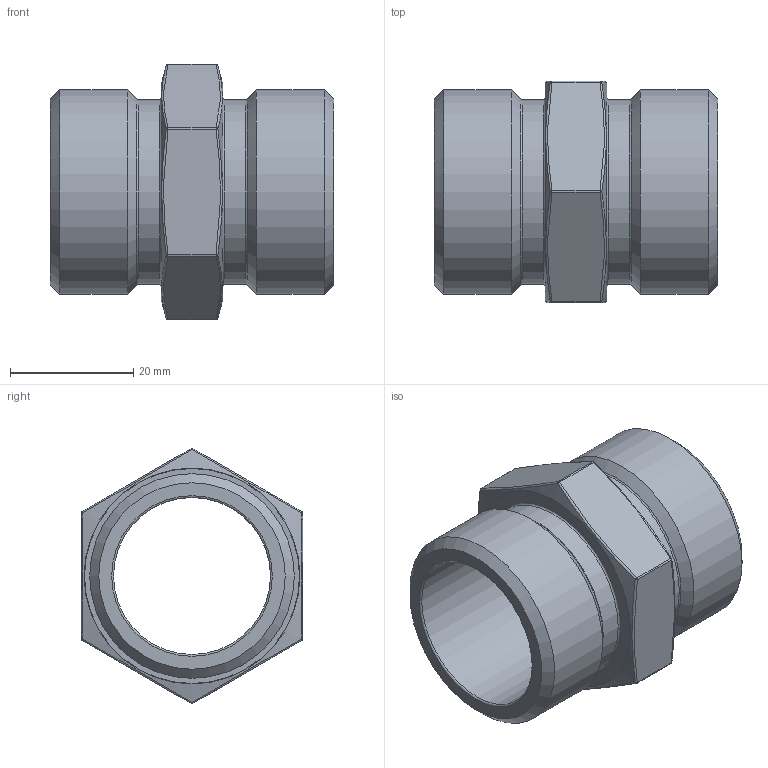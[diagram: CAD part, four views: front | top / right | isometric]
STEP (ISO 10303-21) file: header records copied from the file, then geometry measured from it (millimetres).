
FILE_DESCRIPTION (( 'STEP AP214' ), '1' );
FILE_NAME ('DN-100-6KZ-I 2308.STEP', '2023-08-07T13:04:10', ( '' ), ( '' ), 'SwSTEP 2.0', 'SolidWorks 2019', '' );
FILE_SCHEMA (( 'AUTOMOTIVE_DESIGN' ));
Length unit declared in the file: millimetre
Products named in the file (1): DN-100-6KZ-I 2308
Bounding box: 46 x 36 x 41.48 mm (x, y, z)
Volume: 17170.7 mm3; surface area: 9942.4 mm2
Topology: 1 solids, 1 shells, 233 faces, 577 edges, 363 vertices
Faces by surface type: plane 115, bspline 81, sphere 12, cylinder 11, torus 8, cone 6
Full cylindrical faces by diameter (mm): 25.5 x1, 30 x2, 33.249 x2
Entity records: 12966 total; most frequent: CARTESIAN_POINT 6244, ORIENTED_EDGE 1094, DIRECTION 749, EDGE_CURVE 547, VERTEX_POINT 360, VECTOR 327, LINE 327, EDGE_LOOP 279
